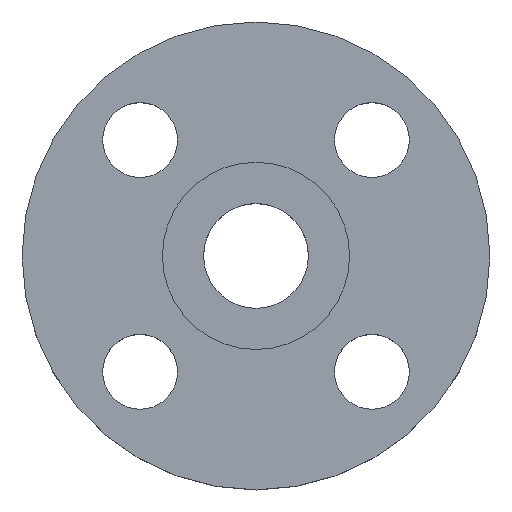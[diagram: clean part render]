
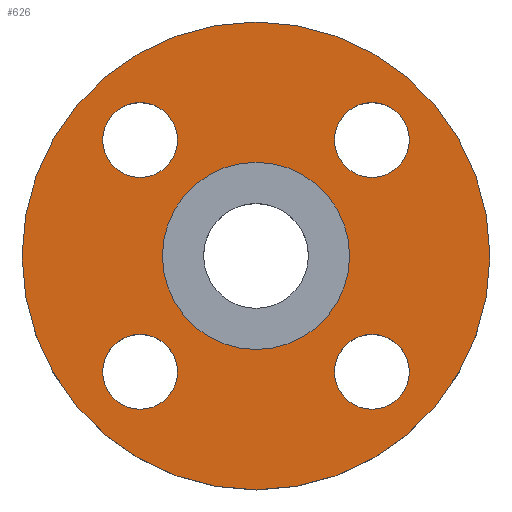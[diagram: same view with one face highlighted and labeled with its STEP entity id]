
A CAD part, top view. The second image highlights one B-rep face of the part: STEP entity #626.
In plain terms, the highlighted planar face has unit normal (0, 0, 1).
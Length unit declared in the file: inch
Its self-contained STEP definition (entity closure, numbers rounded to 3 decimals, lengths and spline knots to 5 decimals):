
#4 = FACE_BOUND ( 'NONE', #394, .T. ) ;
#22 = CIRCLE ( 'NONE', #734, 0.5 ) ;
#32 = CIRCLE ( 'NONE', #604, 3.125 ) ;
#33 = CIRCLE ( 'NONE', #235, 3.125 ) ;
#34 = CARTESIAN_POINT ( 'NONE',  ( 0., 0., -0.25 ) ) ;
#52 = EDGE_CURVE ( 'NONE', #492, #539, #783, .T. ) ;
#55 = EDGE_LOOP ( 'NONE', ( #497, #440 ) ) ;
#60 = DIRECTION ( 'NONE',  ( 0., 0., 1. ) ) ;
#62 = DIRECTION ( 'NONE',  ( 0., -1., 0. ) ) ;
#63 = EDGE_CURVE ( 'NONE', #349, #217, #709, .T. ) ;
#72 = CARTESIAN_POINT ( 'NONE',  ( 1.54856, -1.54856, -0.25 ) ) ;
#84 = PLANE ( 'NONE',  #315 ) ;
#91 = EDGE_CURVE ( 'NONE', #377, #326, #33, .T. ) ;
#93 = DIRECTION ( 'NONE',  ( 1., 0., 0. ) ) ;
#99 = CIRCLE ( 'NONE', #272, 0.5 ) ;
#101 = EDGE_CURVE ( 'NONE', #317, #271, #476, .T. ) ;
#113 = CARTESIAN_POINT ( 'NONE',  ( 1.04856, 1.54856, -0.25 ) ) ;
#115 = EDGE_LOOP ( 'NONE', ( #262, #477 ) ) ;
#141 = CIRCLE ( 'NONE', #169, 1.25 ) ;
#162 = EDGE_LOOP ( 'NONE', ( #175, #305 ) ) ;
#169 = AXIS2_PLACEMENT_3D ( 'NONE', #34, #688, #699 ) ;
#175 = ORIENTED_EDGE ( 'NONE', *, *, #91, .T. ) ;
#182 = DIRECTION ( 'NONE',  ( 0., 0., -1. ) ) ;
#188 = FACE_BOUND ( 'NONE', #55, .T. ) ;
#190 = DIRECTION ( 'NONE',  ( 0., 0., 1. ) ) ;
#200 = CARTESIAN_POINT ( 'NONE',  ( 0., 0., -0.25 ) ) ;
#210 = DIRECTION ( 'NONE',  ( 0., 1., 0. ) ) ;
#217 = VERTEX_POINT ( 'NONE', #270 ) ;
#220 = CARTESIAN_POINT ( 'NONE',  ( 3.125, 0., -0.25 ) ) ;
#225 = CARTESIAN_POINT ( 'NONE',  ( -2.04856, -1.54856, -0.25 ) ) ;
#228 = CARTESIAN_POINT ( 'NONE',  ( 1.54856, -1.54856, -0.25 ) ) ;
#232 = DIRECTION ( 'NONE',  ( 1., 0., 0. ) ) ;
#235 = AXIS2_PLACEMENT_3D ( 'NONE', #530, #60, #292 ) ;
#239 = ORIENTED_EDGE ( 'NONE', *, *, #601, .F. ) ;
#256 = EDGE_CURVE ( 'NONE', #217, #349, #654, .T. ) ;
#258 = CARTESIAN_POINT ( 'NONE',  ( -1.54856, 1.54856, -0.25 ) ) ;
#262 = ORIENTED_EDGE ( 'NONE', *, *, #101, .F. ) ;
#263 = DIRECTION ( 'NONE',  ( 0., 1., 0. ) ) ;
#270 = CARTESIAN_POINT ( 'NONE',  ( 2.04856, 1.54856, -0.25 ) ) ;
#271 = VERTEX_POINT ( 'NONE', #451 ) ;
#272 = AXIS2_PLACEMENT_3D ( 'NONE', #258, #432, #263 ) ;
#287 = EDGE_CURVE ( 'NONE', #539, #492, #141, .T. ) ;
#288 = DIRECTION ( 'NONE',  ( 0., 0., 1. ) ) ;
#290 = AXIS2_PLACEMENT_3D ( 'NONE', #72, #362, #306 ) ;
#292 = DIRECTION ( 'NONE',  ( 1., 0., 0. ) ) ;
#297 = DIRECTION ( 'NONE',  ( -1., 0., 0. ) ) ;
#300 = AXIS2_PLACEMENT_3D ( 'NONE', #737, #190, #93 ) ;
#303 = AXIS2_PLACEMENT_3D ( 'NONE', #340, #182, #232 ) ;
#305 = ORIENTED_EDGE ( 'NONE', *, *, #437, .T. ) ;
#306 = DIRECTION ( 'NONE',  ( 0., -1., 0. ) ) ;
#315 = AXIS2_PLACEMENT_3D ( 'NONE', #200, #376, #565 ) ;
#317 = VERTEX_POINT ( 'NONE', #385 ) ;
#326 = VERTEX_POINT ( 'NONE', #581 ) ;
#328 = CARTESIAN_POINT ( 'NONE',  ( -1.54856, 2.04856, -0.25 ) ) ;
#340 = CARTESIAN_POINT ( 'NONE',  ( 0., 0., -0.25 ) ) ;
#349 = VERTEX_POINT ( 'NONE', #113 ) ;
#350 = CARTESIAN_POINT ( 'NONE',  ( 1.25, 0., -0.25 ) ) ;
#362 = DIRECTION ( 'NONE',  ( 0., 0., 1. ) ) ;
#376 = DIRECTION ( 'NONE',  ( 0., 0., 1. ) ) ;
#377 = VERTEX_POINT ( 'NONE', #220 ) ;
#385 = CARTESIAN_POINT ( 'NONE',  ( 1.54856, -2.04856, -0.25 ) ) ;
#393 = DIRECTION ( 'NONE',  ( 1., 0., 0. ) ) ;
#394 = EDGE_LOOP ( 'NONE', ( #495, #549 ) ) ;
#407 = AXIS2_PLACEMENT_3D ( 'NONE', #787, #669, #528 ) ;
#415 = ORIENTED_EDGE ( 'NONE', *, *, #518, .F. ) ;
#432 = DIRECTION ( 'NONE',  ( 0., 0., 1. ) ) ;
#437 = EDGE_CURVE ( 'NONE', #326, #377, #32, .T. ) ;
#440 = ORIENTED_EDGE ( 'NONE', *, *, #52, .T. ) ;
#441 = FACE_OUTER_BOUND ( 'NONE', #162, .T. ) ;
#442 = AXIS2_PLACEMENT_3D ( 'NONE', #664, #675, #297 ) ;
#451 = CARTESIAN_POINT ( 'NONE',  ( 1.54856, -1.04856, -0.25 ) ) ;
#456 = ORIENTED_EDGE ( 'NONE', *, *, #256, .F. ) ;
#459 = CARTESIAN_POINT ( 'NONE',  ( -1.04856, -1.54856, -0.25 ) ) ;
#461 = AXIS2_PLACEMENT_3D ( 'NONE', #536, #786, #483 ) ;
#466 = VERTEX_POINT ( 'NONE', #225 ) ;
#476 = CIRCLE ( 'NONE', #618, 0.5 ) ;
#477 = ORIENTED_EDGE ( 'NONE', *, *, #582, .F. ) ;
#483 = DIRECTION ( 'NONE',  ( -1., 0., 0. ) ) ;
#492 = VERTEX_POINT ( 'NONE', #547 ) ;
#495 = ORIENTED_EDGE ( 'NONE', *, *, #721, .F. ) ;
#497 = ORIENTED_EDGE ( 'NONE', *, *, #287, .T. ) ;
#498 = DIRECTION ( 'NONE',  ( 0., 0., 1. ) ) ;
#501 = CARTESIAN_POINT ( 'NONE',  ( -1.54856, 1.04856, -0.25 ) ) ;
#518 = EDGE_CURVE ( 'NONE', #466, #767, #655, .T. ) ;
#528 = DIRECTION ( 'NONE',  ( 1., 0., 0. ) ) ;
#530 = CARTESIAN_POINT ( 'NONE',  ( 0., 0., -0.25 ) ) ;
#536 = CARTESIAN_POINT ( 'NONE',  ( -1.54856, -1.54856, -0.25 ) ) ;
#539 = VERTEX_POINT ( 'NONE', #350 ) ;
#543 = FACE_BOUND ( 'NONE', #764, .T. ) ;
#547 = CARTESIAN_POINT ( 'NONE',  ( -1.25, 0., -0.25 ) ) ;
#549 = ORIENTED_EDGE ( 'NONE', *, *, #639, .F. ) ;
#565 = DIRECTION ( 'NONE',  ( 1., 0., 0. ) ) ;
#577 = EDGE_LOOP ( 'NONE', ( #456, #628 ) ) ;
#581 = CARTESIAN_POINT ( 'NONE',  ( -3.125, 0., -0.25 ) ) ;
#582 = EDGE_CURVE ( 'NONE', #271, #317, #720, .T. ) ;
#595 = CARTESIAN_POINT ( 'NONE',  ( 0., 0., -0.25 ) ) ;
#601 = EDGE_CURVE ( 'NONE', #767, #466, #732, .T. ) ;
#604 = AXIS2_PLACEMENT_3D ( 'NONE', #595, #647, #393 ) ;
#618 = AXIS2_PLACEMENT_3D ( 'NONE', #228, #288, #62 ) ;
#626 = ADVANCED_FACE ( 'NONE', ( #671, #543, #4, #736, #188, #441 ), #84, .T. ) ;
#628 = ORIENTED_EDGE ( 'NONE', *, *, #63, .F. ) ;
#639 = EDGE_CURVE ( 'NONE', #658, #689, #99, .T. ) ;
#647 = DIRECTION ( 'NONE',  ( 0., 0., 1. ) ) ;
#654 = CIRCLE ( 'NONE', #300, 0.5 ) ;
#655 = CIRCLE ( 'NONE', #442, 0.5 ) ;
#658 = VERTEX_POINT ( 'NONE', #501 ) ;
#664 = CARTESIAN_POINT ( 'NONE',  ( -1.54856, -1.54856, -0.25 ) ) ;
#669 = DIRECTION ( 'NONE',  ( 0., 0., 1. ) ) ;
#671 = FACE_BOUND ( 'NONE', #115, .T. ) ;
#675 = DIRECTION ( 'NONE',  ( 0., 0., 1. ) ) ;
#688 = DIRECTION ( 'NONE',  ( 0., 0., -1. ) ) ;
#689 = VERTEX_POINT ( 'NONE', #328 ) ;
#699 = DIRECTION ( 'NONE',  ( 1., 0., 0. ) ) ;
#709 = CIRCLE ( 'NONE', #407, 0.5 ) ;
#720 = CIRCLE ( 'NONE', #290, 0.5 ) ;
#721 = EDGE_CURVE ( 'NONE', #689, #658, #22, .T. ) ;
#732 = CIRCLE ( 'NONE', #461, 0.5 ) ;
#734 = AXIS2_PLACEMENT_3D ( 'NONE', #748, #498, #210 ) ;
#736 = FACE_BOUND ( 'NONE', #577, .T. ) ;
#737 = CARTESIAN_POINT ( 'NONE',  ( 1.54856, 1.54856, -0.25 ) ) ;
#748 = CARTESIAN_POINT ( 'NONE',  ( -1.54856, 1.54856, -0.25 ) ) ;
#764 = EDGE_LOOP ( 'NONE', ( #415, #239 ) ) ;
#767 = VERTEX_POINT ( 'NONE', #459 ) ;
#783 = CIRCLE ( 'NONE', #303, 1.25 ) ;
#786 = DIRECTION ( 'NONE',  ( 0., 0., 1. ) ) ;
#787 = CARTESIAN_POINT ( 'NONE',  ( 1.54856, 1.54856, -0.25 ) ) ;
